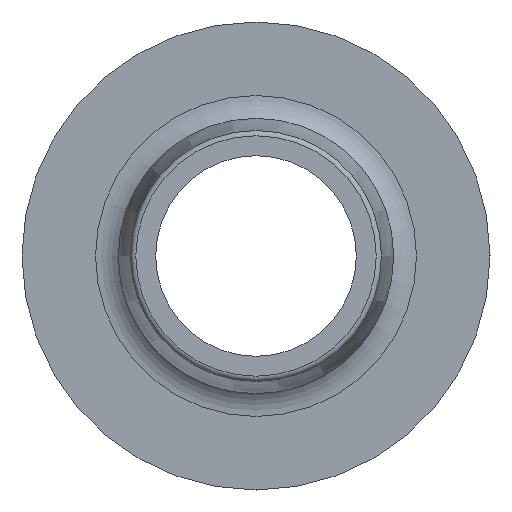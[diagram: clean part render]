
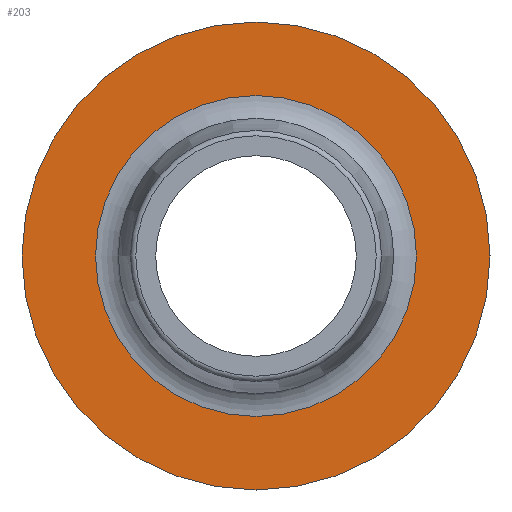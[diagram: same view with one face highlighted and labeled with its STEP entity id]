
A CAD part, left-side view. The second image highlights one B-rep face of the part: STEP entity #203.
In plain terms, the highlighted planar face has unit normal (-1, 0, 0).
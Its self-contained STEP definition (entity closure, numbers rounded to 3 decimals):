
#152=CARTESIAN_POINT('',(36.0,12.,0.));
#153=VERTEX_POINT('',#152);
#154=CARTESIAN_POINT('',(36.0,0.0,0.0));
#155=DIRECTION('',(-1.0,0.0,0.0));
#156=DIRECTION('',(0.0,-1.0,0.0));
#157=AXIS2_PLACEMENT_3D('',#154,#155,#156);
#158=CIRCLE('',#157,12.);
#159=EDGE_CURVE('',#153,#153,#158,.T.);
#184=CARTESIAN_POINT('',(36.0,13.5,0.0));
#185=DIRECTION('',(-1.0,0.0,0.0));
#186=DIRECTION('',(0.0,0.0,1.0));
#187=AXIS2_PLACEMENT_3D('',#184,#185,#186);
#188=PLANE('',#187);
#189=CARTESIAN_POINT('',(36.0,17.5,0.0));
#190=VERTEX_POINT('',#189);
#191=CARTESIAN_POINT('',(36.0,0.0,0.0));
#192=DIRECTION('',(1.0,0.0,0.0));
#193=DIRECTION('',(0.0,1.0,0.0));
#194=AXIS2_PLACEMENT_3D('',#191,#192,#193);
#195=CIRCLE('',#194,17.5);
#196=EDGE_CURVE('',#190,#190,#195,.T.);
#197=ORIENTED_EDGE('',*,*,#196,.F.);
#198=EDGE_LOOP('',(#197));
#199=FACE_OUTER_BOUND('',#198,.T.);
#200=ORIENTED_EDGE('',*,*,#159,.F.);
#201=EDGE_LOOP('',(#200));
#202=FACE_BOUND('',#201,.T.);
#203=ADVANCED_FACE('',(#199,#202),#188,.T.);
